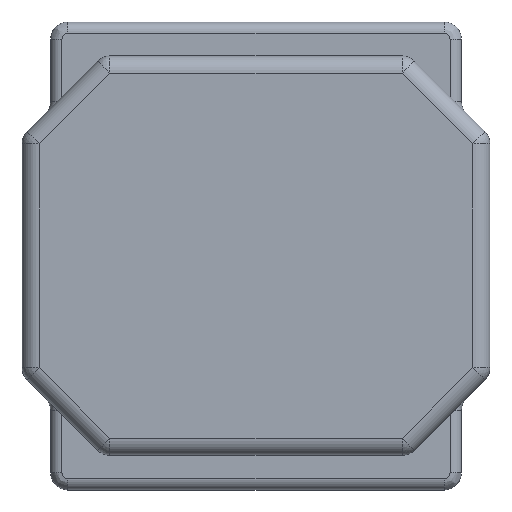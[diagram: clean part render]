
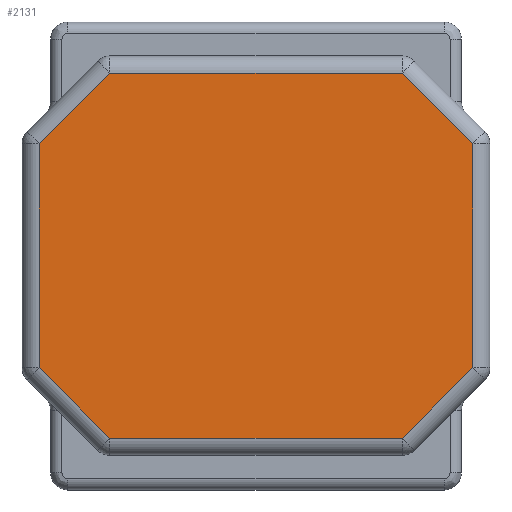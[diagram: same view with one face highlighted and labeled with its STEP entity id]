
A CAD part, top view. The second image highlights one B-rep face of the part: STEP entity #2131.
In plain terms, the highlighted planar face has unit normal (0, 0, 1).
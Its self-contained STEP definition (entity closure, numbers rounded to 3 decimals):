
#77=PLANE('',#2400);
#289=FACE_OUTER_BOUND('',#424,.T.);
#424=EDGE_LOOP('',(#1873,#1874,#1875,#1876,#1877,#1878,#1879,#1880));
#565=LINE('',#3750,#723);
#567=LINE('',#3753,#725);
#570=LINE('',#3758,#728);
#572=LINE('',#3761,#730);
#575=LINE('',#3766,#733);
#577=LINE('',#3769,#735);
#580=LINE('',#3774,#738);
#582=LINE('',#3777,#740);
#723=VECTOR('',#2992,10.);
#725=VECTOR('',#2996,10.);
#728=VECTOR('',#3003,10.);
#730=VECTOR('',#3007,10.);
#733=VECTOR('',#3014,10.);
#735=VECTOR('',#3018,10.);
#738=VECTOR('',#3025,10.);
#740=VECTOR('',#3029,10.);
#1020=VERTEX_POINT('',#3549);
#1025=VERTEX_POINT('',#3573);
#1028=VERTEX_POINT('',#3580);
#1035=VERTEX_POINT('',#3623);
#1038=VERTEX_POINT('',#3630);
#1045=VERTEX_POINT('',#3673);
#1048=VERTEX_POINT('',#3680);
#1055=VERTEX_POINT('',#3723);
#1326=EDGE_CURVE('',#1048,#1055,#565,.T.);
#1328=EDGE_CURVE('',#1055,#1045,#567,.T.);
#1331=EDGE_CURVE('',#1038,#1048,#570,.T.);
#1333=EDGE_CURVE('',#1045,#1035,#572,.T.);
#1336=EDGE_CURVE('',#1028,#1038,#575,.T.);
#1338=EDGE_CURVE('',#1035,#1025,#577,.T.);
#1341=EDGE_CURVE('',#1020,#1028,#580,.T.);
#1343=EDGE_CURVE('',#1025,#1020,#582,.T.);
#1873=ORIENTED_EDGE('',*,*,#1326,.F.);
#1874=ORIENTED_EDGE('',*,*,#1331,.F.);
#1875=ORIENTED_EDGE('',*,*,#1336,.F.);
#1876=ORIENTED_EDGE('',*,*,#1341,.F.);
#1877=ORIENTED_EDGE('',*,*,#1343,.F.);
#1878=ORIENTED_EDGE('',*,*,#1338,.F.);
#1879=ORIENTED_EDGE('',*,*,#1333,.F.);
#1880=ORIENTED_EDGE('',*,*,#1328,.F.);
#2131=ADVANCED_FACE('',(#289),#77,.T.);
#2400=AXIS2_PLACEMENT_3D('',#3787,#3047,#3048);
#2992=DIRECTION('',(-0.707,-0.707,0.));
#2996=DIRECTION('',(-1.,0.,0.));
#3003=DIRECTION('',(0.,-1.,0.));
#3007=DIRECTION('',(-0.707,0.707,0.));
#3014=DIRECTION('',(0.707,-0.707,0.));
#3018=DIRECTION('',(0.,1.,0.));
#3025=DIRECTION('',(1.,0.,0.));
#3029=DIRECTION('',(0.707,0.707,0.));
#3047=DIRECTION('center_axis',(0.,0.,1.));
#3048=DIRECTION('ref_axis',(1.,0.,0.));
#3549=CARTESIAN_POINT('',(-1.281,1.6,1.8));
#3573=CARTESIAN_POINT('',(-1.9,0.981,1.8));
#3580=CARTESIAN_POINT('',(1.281,1.6,1.8));
#3623=CARTESIAN_POINT('',(-1.9,-0.981,1.8));
#3630=CARTESIAN_POINT('',(1.9,0.981,1.8));
#3673=CARTESIAN_POINT('',(-1.281,-1.6,1.8));
#3680=CARTESIAN_POINT('',(1.9,-0.981,1.8));
#3723=CARTESIAN_POINT('',(1.281,-1.6,1.8));
#3750=CARTESIAN_POINT('',(1.339,-1.542,1.8));
#3753=CARTESIAN_POINT('',(-0.671,-1.6,1.8));
#3758=CARTESIAN_POINT('',(1.9,-0.521,1.8));
#3761=CARTESIAN_POINT('',(-1.692,-1.189,1.8));
#3766=CARTESIAN_POINT('',(1.692,1.189,1.8));
#3769=CARTESIAN_POINT('',(-1.9,0.521,1.8));
#3774=CARTESIAN_POINT('',(0.671,1.6,1.8));
#3777=CARTESIAN_POINT('',(-1.339,1.542,1.8));
#3787=CARTESIAN_POINT('Origin',(0.,0.,1.8));
